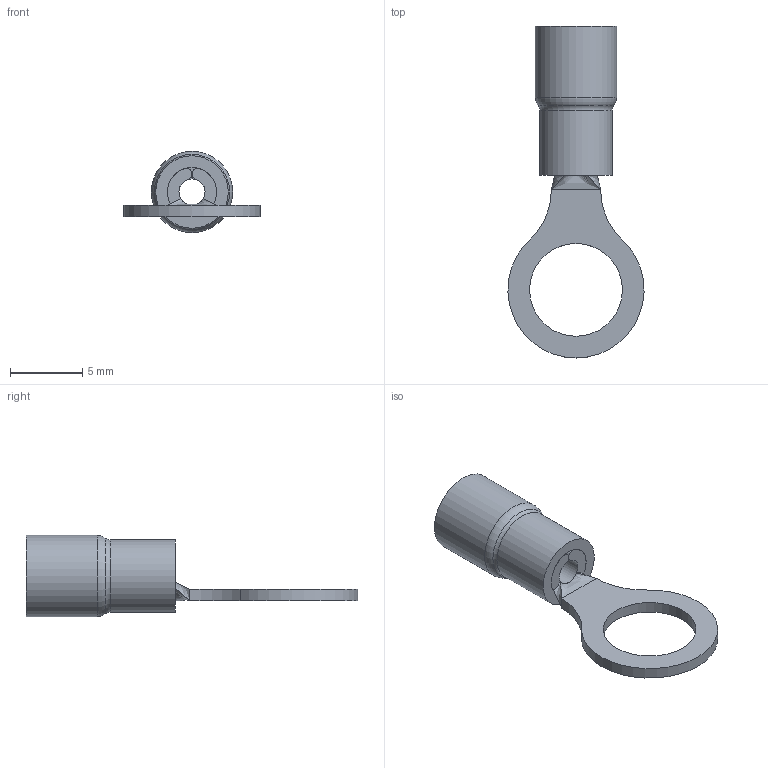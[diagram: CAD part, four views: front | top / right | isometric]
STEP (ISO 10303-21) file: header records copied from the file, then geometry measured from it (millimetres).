
FILE_DESCRIPTION(('FreeCAD Model'),'2;1');
FILE_NAME('cembre_RF-M6.step', '2020-03-07T09:19:36',('Author'),(''), 'Open CASCADE STEP processor 7.3','FreeCAD','Unknown');
FILE_SCHEMA(('AUTOMOTIVE_DESIGN { 1 0 10303 214 1 1 1 1 }'));
Length unit declared in the file: millimetre
Products named in the file (4): ISOLANTE_ROSSO_001; CILINDRO_CRIMPABILE_ROSSO_001; LINGUETTA_ROSSO_001; CAPOCORDA_OCCHIELLO_ROSSO
Bounding box: 9.39 x 22.9 x 5.6 mm (x, y, z)
Volume: 190.1 mm3; surface area: 562.9 mm2
Topology: 4 solids, 4 shells, 29 faces, 56 edges, 36 vertices
Faces by surface type: cylinder 12, plane 10, bspline 4, torus 2, cone 1
Full cylindrical faces by diameter (mm): 3.4 x1, 4 x1, 5 x1, 5.6 x1, 6.4 x1
Entity records: 1591 total; most frequent: CARTESIAN_POINT 298, DIRECTION 241, ORIENTED_EDGE 112, PCURVE 112, DEFINITIONAL_REPRESENTATION 112, LINE 108, VECTOR 108, AXIS2_PLACEMENT_3D 56
